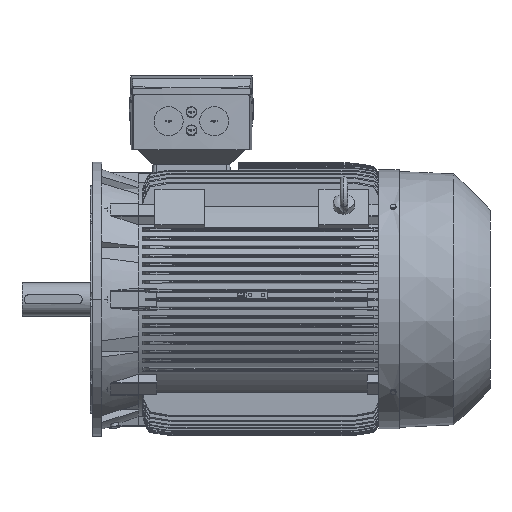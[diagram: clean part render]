
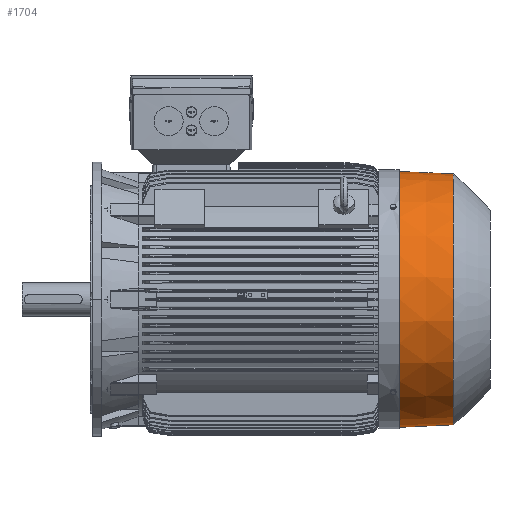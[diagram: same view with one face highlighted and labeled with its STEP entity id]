
A CAD part, front view. The second image highlights one B-rep face of the part: STEP entity #1704.
In plain terms, the highlighted conical face has half-angle 2.643 degrees and reference radius 305 mm.
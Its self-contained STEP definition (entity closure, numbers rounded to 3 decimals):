
#1704=ADVANCED_FACE('',(#4917),#4918,.T.);
#4917=FACE_OUTER_BOUND('',#9735,.T.);
#4918=CONICAL_SURFACE('',#9736,305.,0.046);
#9735=EDGE_LOOP('',(#14836,#14837,#14838,#14839));
#9736=AXIS2_PLACEMENT_3D('',#14840,#14841,#14842);
#14836=ORIENTED_EDGE('',*,*,#29587,.F.);
#14837=ORIENTED_EDGE('',*,*,#29588,.T.);
#14838=ORIENTED_EDGE('',*,*,#29589,.F.);
#14839=ORIENTED_EDGE('',*,*,#29590,.F.);
#14840=CARTESIAN_POINT('',(694.,0.0,0.0));
#14841=DIRECTION('',(-1.0,-0.0,0.0));
#14842=DIRECTION('',(0.0,0.0,1.0));
#29587=EDGE_CURVE('',#35724,#35725,#35726,.T.);
#29588=EDGE_CURVE('',#35724,#35727,#35728,.T.);
#29589=EDGE_CURVE('',#35729,#35727,#35730,.T.);
#29590=EDGE_CURVE('',#35725,#35729,#35731,.T.);
#35724=VERTEX_POINT('',#45410);
#35725=VERTEX_POINT('',#45411);
#35726=LINE('',#45412,#45413);
#35727=VERTEX_POINT('',#45414);
#35728=CIRCLE('',#45415,308.0);
#35729=VERTEX_POINT('',#45416);
#35730=LINE('',#45417,#45418);
#35731=CIRCLE('',#45419,302.);
#45410=CARTESIAN_POINT('',(629.0,0.0,308.0));
#45411=CARTESIAN_POINT('',(759.,0.0,302.));
#45412=CARTESIAN_POINT('',(694.,0.,305.));
#45413=VECTOR('',#70321,1.0);
#45414=CARTESIAN_POINT('',(629.0,0.,-308.0));
#45415=AXIS2_PLACEMENT_3D('',#70322,#70323,#70324);
#45416=CARTESIAN_POINT('',(759.,0.,-302.));
#45417=CARTESIAN_POINT('',(694.,0.,-305.));
#45418=VECTOR('',#70325,1.0);
#45419=AXIS2_PLACEMENT_3D('',#70326,#70327,#70328);
#70321=DIRECTION('',(0.999,0.,-0.046));
#70322=CARTESIAN_POINT('',(629.0,0.0,0.0));
#70323=DIRECTION('',(1.0,0.0,-0.0));
#70324=DIRECTION('',(0.0,0.0,1.0));
#70325=DIRECTION('',(-0.999,0.,-0.046));
#70326=CARTESIAN_POINT('',(759.,0.0,0.0));
#70327=DIRECTION('',(1.0,0.0,-0.0));
#70328=DIRECTION('',(0.0,0.0,1.0));
